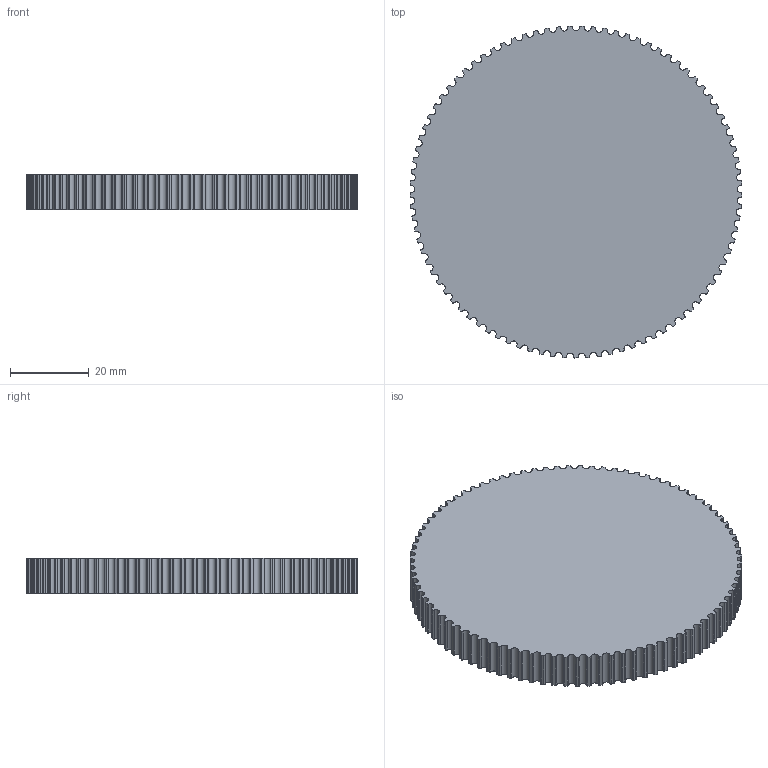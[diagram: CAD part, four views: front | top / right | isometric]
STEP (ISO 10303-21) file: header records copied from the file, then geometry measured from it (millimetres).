
FILE_DESCRIPTION(/* description */ (''),/* implementation_level */ '2;1');
FILE_NAME(/* name */ '89T Pulley template v3.step',/* time_stamp */ '2022-08-25T11:40:02+02:00',/* author */ (''),/* organization */ (''),/* preprocessor_version */ 'ST-DEVELOPER v19',/* originating_system */ 'Autodesk Translation Framework v11.7.0.108',/* authorisation */ '');
FILE_SCHEMA (('AUTOMOTIVE_DESIGN { 1 0 10303 214 3 1 1 }'));
Length unit declared in the file: millimetre
Products named in the file (1): 89T Pulley template
Bounding box: 84.23 x 84.21 x 9 mm (x, y, z)
Volume: 48692.5 mm3; surface area: 14317.1 mm2
Topology: 1 solids, 1 shells, 358 faces, 1068 edges, 712 vertices
Faces by surface type: cylinder 267, plane 91
Entity records: 12339 total; most frequent: DIRECTION 2320, CARTESIAN_POINT 2139, ORIENTED_EDGE 2136, EDGE_CURVE 1068, AXIS2_PLACEMENT_3D 893, VERTEX_POINT 712, LINE 534, VECTOR 534
